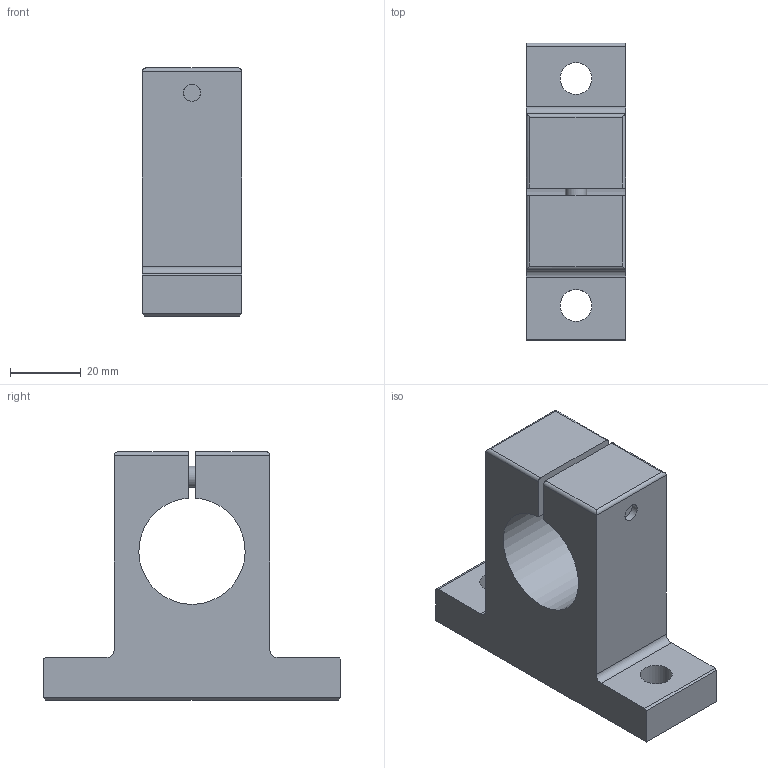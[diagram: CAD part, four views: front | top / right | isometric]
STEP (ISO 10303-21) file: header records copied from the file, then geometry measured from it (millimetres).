
FILE_DESCRIPTION(/* description */ (''),/* implementation_level */ '2;1');
FILE_NAME(/* name */ 'WJB-SK-30.stp',/* time_stamp */ '2019-01-16T15:30:24+08:00',/* author */ (''),/* organization */ (''),/* preprocessor_version */ 'ST-DEVELOPER v11',/* originating_system */ 'SIEMENS UGS NX 6.0',/* authorisation */ '');
FILE_SCHEMA (('CONFIG_CONTROL_DESIGN'));
Length unit declared in the file: millimetre
Products named in the file (1): WJB-SK-30
Bounding box: 28 x 84 x 70 mm (x, y, z)
Volume: 77243 mm3; surface area: 18806.6 mm2
Topology: 1 solids, 1 shells, 122 faces, 323 edges, 223 vertices
Faces by surface type: plane 73, extrusion 29, cylinder 17, cone 2, torus 1
Full cylindrical faces by diameter (mm): 4.917 x1, 6 x1, 6.6 x1, 9 x2, 10 x1, 11 x1
Entity records: 4853 total; most frequent: CARTESIAN_POINT 2028, ORIENTED_EDGE 586, DIRECTION 448, EDGE_CURVE 293, VERTEX_POINT 198, VECTOR 196, LINE 167, EDGE_LOOP 153
